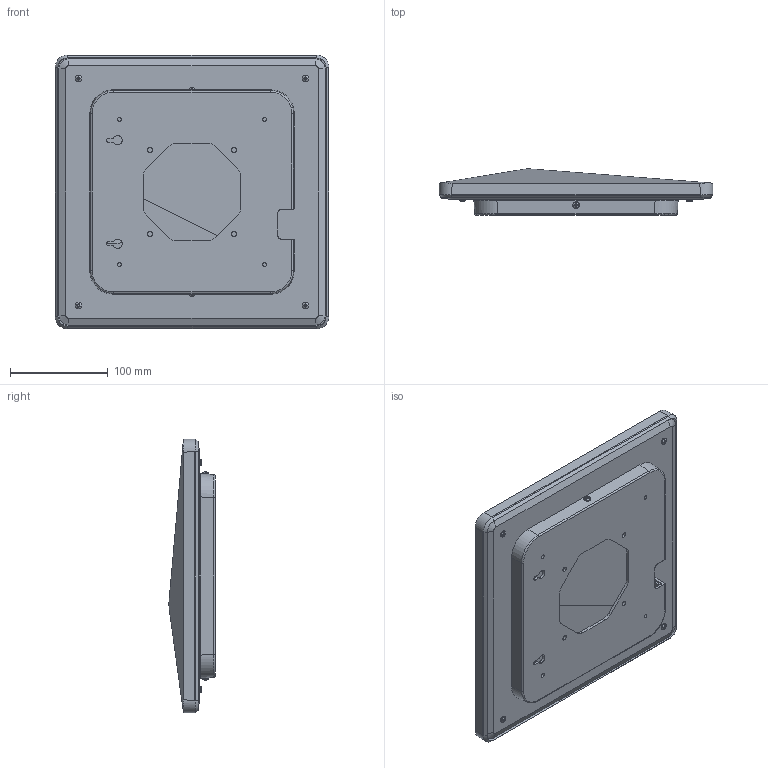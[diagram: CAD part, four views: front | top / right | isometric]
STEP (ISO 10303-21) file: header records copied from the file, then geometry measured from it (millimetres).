
FILE_DESCRIPTION (( 'STEP AP214' ), '1' );
FILE_NAME ('110-00005 - D-ARC Assembly - BLK.STEP', '2025-02-26T14:38:40', ( '' ), ( '' ), 'SwSTEP 2.0', 'SolidWorks 2023', '' );
FILE_SCHEMA (( 'AUTOMOTIVE_DESIGN' ));
Length unit declared in the file: millimetre
Products named in the file (1): 110-00005 - D-ARC Assembly - BLK
Bounding box: 279.81 x 47.5 x 279.81 mm (x, y, z)
Surface area: 234146.8 mm2 (no closed solid volume)
Topology: 0 solids, 9 shells, 273 faces, 926 edges, 649 vertices
Faces by surface type: plane 136, cylinder 52, cone 41, torus 24, sphere 12, bspline 8
Entity records: 13828 total; most frequent: CARTESIAN_POINT 3238, DIRECTION 1569, ORIENTED_EDGE 1473, EDGE_CURVE 926, VERTEX_POINT 649, AXIS2_PLACEMENT_3D 581, LINE 407, VECTOR 407
